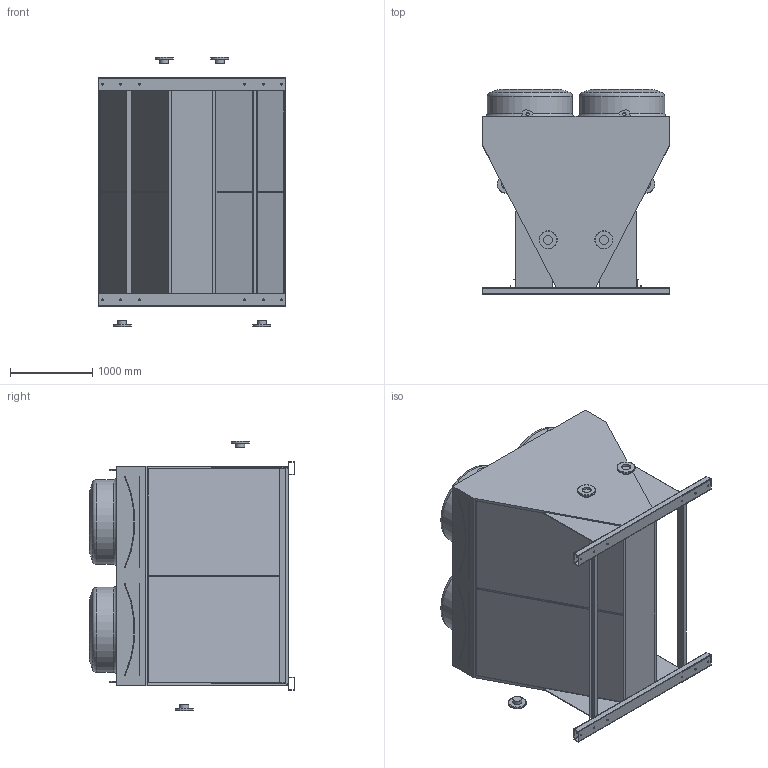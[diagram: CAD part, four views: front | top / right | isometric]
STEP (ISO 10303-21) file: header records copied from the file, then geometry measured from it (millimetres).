
FILE_DESCRIPTION (( 'STEP AP203' ), '1' );
FILE_NAME ('VDD_2MOD_2IN2OUT_OS.STEP', '2018-10-08T14:02:28', ( 'Alfa Laval' ), ( 'Alfa Laval' ), 'SwSTEP 2.0', 'SolidWorks 2016', '' );
FILE_SCHEMA (( 'CONFIG_CONTROL_DESIGN' ));
Length unit declared in the file: millimetre
Products named in the file (3): VDD_2MOD_2IN2OUT_OS; V-TYPE2_LIGHT_VDD_FLANGE_CONN_OS_2IN_2OUT_2MOD; V-TYPE2_LIGHT_BODY_2MOD-OS
Assembly tree (2 placements, depth 2):
  VDD_2MOD_2IN2OUT_OS
    V-TYPE2_LIGHT_BODY_2MOD-OS
    V-TYPE2_LIGHT_VDD_FLANGE_CONN_OS_2IN_2OUT_2MOD
Bounding box: 2280.43 x 2494.62 x 3270 mm (x, y, z)
Volume: 9514483633.2 mm3; surface area: 38805293.8 mm2
Topology: 11 solids, 11 shells, 548 faces, 1314 edges, 836 vertices
Faces by surface type: cylinder 224, plane 220, torus 68, sphere 32, cone 4
Full cylindrical faces by diameter (mm): 1 x16, 20 x24, 40 x4, 100 x4, 108 x8, 220 x4, 1032 x4
Entity records: 15717 total; most frequent: DIRECTION 2908, CARTESIAN_POINT 2551, ORIENTED_EDGE 2364, EDGE_CURVE 1182, AXIS2_PLACEMENT_3D 1173, VERTEX_POINT 816, EDGE_LOOP 784, FACE_OUTER_BOUND 632
